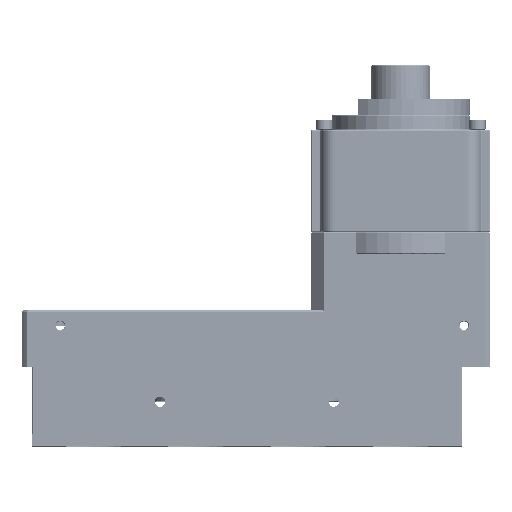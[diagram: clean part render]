
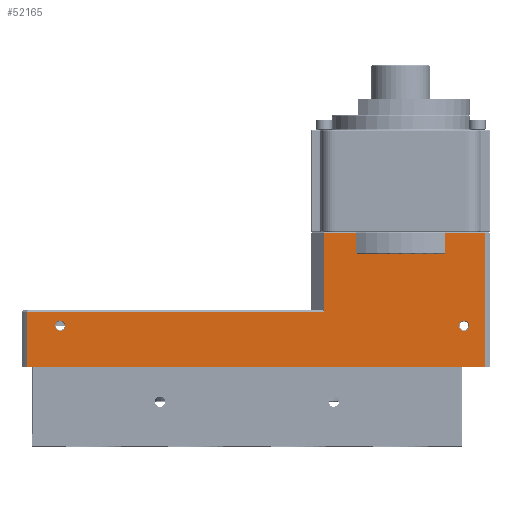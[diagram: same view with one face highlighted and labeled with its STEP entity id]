
A CAD part, top view. The second image highlights one B-rep face of the part: STEP entity #52165.
In plain terms, the highlighted planar face has unit normal (0, 0, 1).
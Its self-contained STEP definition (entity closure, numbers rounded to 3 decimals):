
#79=B_SPLINE_CURVE_WITH_KNOTS($,3,(#68468,#68469,#68470,#68471),
 .UNSPECIFIED.,.F.,.F.,(4,4),(0.,0.002),.UNSPECIFIED.);
#80=B_SPLINE_CURVE_WITH_KNOTS($,3,(#68472,#68473,#68474,#68475),
 .UNSPECIFIED.,.F.,.F.,(4,4),(0.,0.002),.UNSPECIFIED.);
#1877=FACE_BOUND($,#6983,.T.);
#1878=FACE_BOUND($,#6984,.T.);
#2972=CIRCLE($,#53886,4.025);
#3035=CIRCLE($,#53985,4.025);
#4642=PLANE($,#54239);
#5318=FACE_OUTER_BOUND($,#6982,.T.);
#6982=EDGE_LOOP($,(#37386,#37387,#37388,#37389,#37390,#37391,#37392,#37393,
#37394,#37395,#37396,#37397));
#6983=EDGE_LOOP($,(#37398));
#6984=EDGE_LOOP($,(#37399));
#9410=LINE($,#68460,#13785);
#9411=LINE($,#68463,#13786);
#9621=LINE($,#69098,#13996);
#9627=LINE($,#69119,#14002);
#9634=LINE($,#69141,#14009);
#9665=LINE($,#69291,#14040);
#9667=LINE($,#69297,#14042);
#9681=LINE($,#69327,#14056);
#9682=LINE($,#69330,#14057);
#9683=LINE($,#69331,#14058);
#13785=VECTOR($,#57410,15.5);
#13786=VECTOR($,#57413,15.5);
#13996=VECTOR($,#57977,232.27);
#14002=VECTOR($,#57999,43.);
#14009=VECTOR($,#58024,66.319);
#14040=VECTOR($,#58197,30.822);
#14042=VECTOR($,#58205,25.092);
#14056=VECTOR($,#58237,104.25);
#14057=VECTOR($,#58242,61.25);
#14058=VECTOR($,#58243,358.);
#19720=VERTEX_POINT($,#68311);
#19775=VERTEX_POINT($,#68456);
#19776=VERTEX_POINT($,#68457);
#19777=VERTEX_POINT($,#68459);
#19778=VERTEX_POINT($,#68461);
#19779=VERTEX_POINT($,#68465);
#19780=VERTEX_POINT($,#68466);
#19794=VERTEX_POINT($,#68511);
#20017=VERTEX_POINT($,#69095);
#20018=VERTEX_POINT($,#69097);
#20025=VERTEX_POINT($,#69117);
#20071=VERTEX_POINT($,#69286);
#20072=VERTEX_POINT($,#69295);
#20079=VERTEX_POINT($,#69326);
#27794=EDGE_CURVE($,#19720,#19720,#2972,.T.);
#27859=EDGE_CURVE($,#19776,#19777,#9410,.T.);
#27861=EDGE_CURVE($,#19775,#19778,#9411,.T.);
#27863=EDGE_CURVE($,#19776,#19779,#79,.T.);
#27864=EDGE_CURVE($,#19780,#19775,#80,.T.);
#27878=EDGE_CURVE($,#19794,#19794,#3035,.T.);
#28164=EDGE_CURVE($,#20018,#20017,#9621,.T.);
#28175=EDGE_CURVE($,#20017,#20025,#9627,.T.);
#28186=EDGE_CURVE($,#19780,#19779,#9634,.T.);
#28260=EDGE_CURVE($,#20071,#19777,#9665,.T.);
#28263=EDGE_CURVE($,#19778,#20072,#9667,.T.);
#28278=EDGE_CURVE($,#20071,#20079,#9681,.T.);
#28280=EDGE_CURVE($,#20072,#20018,#9682,.T.);
#28281=EDGE_CURVE($,#20025,#20079,#9683,.T.);
#37386=ORIENTED_EDGE($,*,*,#28278,.F.);
#37387=ORIENTED_EDGE($,*,*,#28260,.T.);
#37388=ORIENTED_EDGE($,*,*,#27859,.F.);
#37389=ORIENTED_EDGE($,*,*,#27863,.T.);
#37390=ORIENTED_EDGE($,*,*,#28186,.F.);
#37391=ORIENTED_EDGE($,*,*,#27864,.T.);
#37392=ORIENTED_EDGE($,*,*,#27861,.T.);
#37393=ORIENTED_EDGE($,*,*,#28263,.T.);
#37394=ORIENTED_EDGE($,*,*,#28280,.T.);
#37395=ORIENTED_EDGE($,*,*,#28164,.T.);
#37396=ORIENTED_EDGE($,*,*,#28175,.T.);
#37397=ORIENTED_EDGE($,*,*,#28281,.T.);
#37398=ORIENTED_EDGE($,*,*,#27878,.F.);
#37399=ORIENTED_EDGE($,*,*,#27794,.F.);
#52165=ADVANCED_FACE($,(#5318,#1877,#1878),#4642,.F.);
#53886=AXIS2_PLACEMENT_3D($,#68312,#57245,#57246);
#53985=AXIS2_PLACEMENT_3D($,#68512,#57462,#57463);
#54239=AXIS2_PLACEMENT_3D($,#69329,#58240,#58241);
#57245=DIRECTION('center_axis',(0.,0.,1.));
#57246=DIRECTION('ref_axis',(1.,0.,0.));
#57410=DIRECTION($,(0.,1.,0.));
#57413=DIRECTION($,(0.,1.,0.));
#57462=DIRECTION('center_axis',(0.,0.,1.));
#57463=DIRECTION('ref_axis',(1.,0.,0.));
#57977=DIRECTION($,(-1.,0.,0.));
#57999=DIRECTION($,(0.,-1.,0.));
#58024=DIRECTION($,(1.,0.,0.));
#58197=DIRECTION($,(-1.,0.,0.));
#58205=DIRECTION($,(-1.,0.,0.));
#58237=DIRECTION($,(0.,-1.,0.));
#58240=DIRECTION('center_axis',(0.,0.,-1.));
#58241=DIRECTION('ref_axis',(-1.,0.,0.));
#58242=DIRECTION($,(0.,-1.,0.));
#58243=DIRECTION($,(1.,0.,0.));
#68311=CARTESIAN_POINT('',(-72.692,10.825,11.51));
#68312=CARTESIAN_POINT('Origin',(-76.717,10.825,11.51));
#68456=CARTESIAN_POINT('',(154.645,67.575,11.51));
#68457=CARTESIAN_POINT('',(224.461,67.575,11.51));
#68459=CARTESIAN_POINT('',(224.461,83.075,11.51));
#68460=CARTESIAN_POINT($,(224.461,66.575,11.51));
#68461=CARTESIAN_POINT('',(154.645,83.075,11.51));
#68463=CARTESIAN_POINT($,(154.645,66.575,11.51));
#68465=CARTESIAN_POINT('',(222.712,66.575,11.51));
#68466=CARTESIAN_POINT('',(156.393,66.575,11.51));
#68468=CARTESIAN_POINT('Ctrl Pts',(224.461,67.575,11.51));
#68469=CARTESIAN_POINT('Ctrl Pts',(223.88,67.237,11.51));
#68470=CARTESIAN_POINT('Ctrl Pts',(223.298,66.904,11.51));
#68471=CARTESIAN_POINT('Ctrl Pts',(222.712,66.575,11.51));
#68472=CARTESIAN_POINT('Ctrl Pts',(156.393,66.575,11.51));
#68473=CARTESIAN_POINT('Ctrl Pts',(155.808,66.904,11.51));
#68474=CARTESIAN_POINT('Ctrl Pts',(155.225,67.237,11.51));
#68475=CARTESIAN_POINT('Ctrl Pts',(154.645,67.575,11.51));
#68511=CARTESIAN_POINT('',(243.308,10.825,11.51));
#68512=CARTESIAN_POINT('Origin',(239.283,10.825,11.51));
#69095=CARTESIAN_POINT('',(-102.717,21.825,11.51));
#69097=CARTESIAN_POINT('',(129.553,21.825,11.51));
#69098=CARTESIAN_POINT($,(-102.717,21.825,11.51));
#69117=CARTESIAN_POINT('',(-102.717,-21.175,11.51));
#69119=CARTESIAN_POINT($,(-102.717,23.325,11.51));
#69141=CARTESIAN_POINT($,(56.704,66.575,11.51));
#69286=CARTESIAN_POINT('',(255.283,83.075,11.51));
#69291=CARTESIAN_POINT($,(224.461,83.075,11.51));
#69295=CARTESIAN_POINT('',(129.553,83.075,11.51));
#69297=CARTESIAN_POINT($,(129.553,83.075,11.51));
#69326=CARTESIAN_POINT('',(255.283,-21.175,11.51));
#69327=CARTESIAN_POINT($,(255.283,23.325,11.51));
#69329=CARTESIAN_POINT('Origin',(255.283,23.325,11.51));
#69330=CARTESIAN_POINT($,(129.553,23.325,11.51));
#69331=CARTESIAN_POINT($,(255.283,-21.175,11.51));
